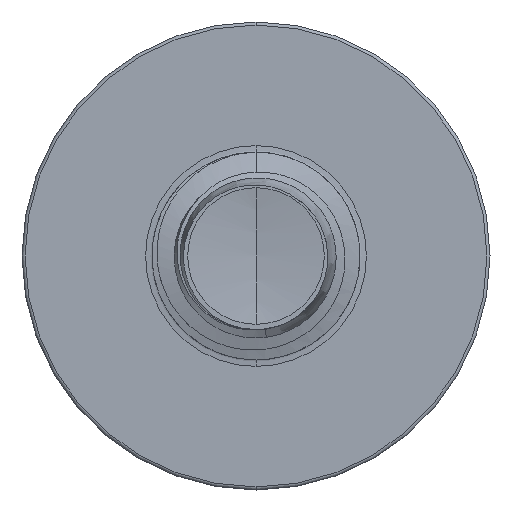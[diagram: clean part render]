
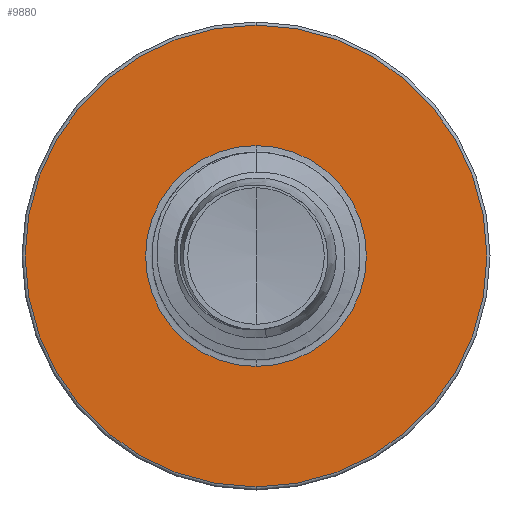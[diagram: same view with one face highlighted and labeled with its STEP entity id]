
A CAD part, front view. The second image highlights one B-rep face of the part: STEP entity #9880.
In plain terms, the highlighted planar face has unit normal (0, -1, 0).
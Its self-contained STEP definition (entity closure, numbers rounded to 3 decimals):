
#232 = CIRCLE ( 'NONE', #14827, 6.66 ) ;
#433 = AXIS2_PLACEMENT_3D ( 'NONE', #9134, #14678, #9365 ) ;
#684 = ORIENTED_EDGE ( 'NONE', *, *, #10810, .F. ) ;
#888 = CIRCLE ( 'NONE', #7041, 3.186 ) ;
#1168 = CARTESIAN_POINT ( 'NONE',  ( 0., 7.5, -3.186 ) ) ;
#1914 = CARTESIAN_POINT ( 'NONE',  ( 0., 7.5, -6.66 ) ) ;
#2216 = DIRECTION ( 'NONE',  ( 0., 0., 1. ) ) ;
#2224 = DIRECTION ( 'NONE',  ( 0., 1., 0. ) ) ;
#2304 = PLANE ( 'NONE',  #12124 ) ;
#2471 = CARTESIAN_POINT ( 'NONE',  ( 0., 7.5, -3.186 ) ) ;
#3445 = DIRECTION ( 'NONE',  ( 0., 0., 1. ) ) ;
#3479 = DIRECTION ( 'NONE',  ( 0., 1., 0. ) ) ;
#3508 = CARTESIAN_POINT ( 'NONE',  ( 0., 7.5, 0. ) ) ;
#3581 = EDGE_CURVE ( 'NONE', #5681, #3815, #888, .T. ) ;
#3815 = VERTEX_POINT ( 'NONE', #9417 ) ;
#4093 = CARTESIAN_POINT ( 'NONE',  ( 0., 7.5, 6.66 ) ) ;
#5322 = ORIENTED_EDGE ( 'NONE', *, *, #3581, .T. ) ;
#5681 = VERTEX_POINT ( 'NONE', #1168 ) ;
#6623 = VERTEX_POINT ( 'NONE', #4093 ) ;
#7016 = CIRCLE ( 'NONE', #15015, 6.66 ) ;
#7041 = AXIS2_PLACEMENT_3D ( 'NONE', #13251, #13242, #13164 ) ;
#8106 = EDGE_CURVE ( 'NONE', #6623, #10147, #232, .T. ) ;
#8734 = FACE_OUTER_BOUND ( 'NONE', #13783, .T. ) ;
#9134 = CARTESIAN_POINT ( 'NONE',  ( 0., 7.5, 0. ) ) ;
#9365 = DIRECTION ( 'NONE',  ( 0., 0., 1. ) ) ;
#9417 = CARTESIAN_POINT ( 'NONE',  ( 0., 7.5, 3.186 ) ) ;
#9880 = ADVANCED_FACE ( 'NONE', ( #8734, #11265 ), #2304, .F. ) ;
#9962 = DIRECTION ( 'NONE',  ( 0., 0., 1. ) ) ;
#9975 = DIRECTION ( 'NONE',  ( 0., 1., 0. ) ) ;
#9982 = CARTESIAN_POINT ( 'NONE',  ( 0., 7.5, 0. ) ) ;
#10147 = VERTEX_POINT ( 'NONE', #1914 ) ;
#10280 = EDGE_LOOP ( 'NONE', ( #12158, #5322 ) ) ;
#10810 = EDGE_CURVE ( 'NONE', #10147, #6623, #7016, .T. ) ;
#11265 = FACE_BOUND ( 'NONE', #10280, .T. ) ;
#11332 = EDGE_CURVE ( 'NONE', #3815, #5681, #13146, .T. ) ;
#12124 = AXIS2_PLACEMENT_3D ( 'NONE', #2471, #2224, #2216 ) ;
#12158 = ORIENTED_EDGE ( 'NONE', *, *, #11332, .T. ) ;
#12702 = ORIENTED_EDGE ( 'NONE', *, *, #8106, .F. ) ;
#13146 = CIRCLE ( 'NONE', #433, 3.186 ) ;
#13164 = DIRECTION ( 'NONE',  ( 0., 0., 1. ) ) ;
#13242 = DIRECTION ( 'NONE',  ( 0., 1., 0. ) ) ;
#13251 = CARTESIAN_POINT ( 'NONE',  ( 0., 7.5, 0. ) ) ;
#13783 = EDGE_LOOP ( 'NONE', ( #12702, #684 ) ) ;
#14678 = DIRECTION ( 'NONE',  ( 0., 1., 0. ) ) ;
#14827 = AXIS2_PLACEMENT_3D ( 'NONE', #9982, #9975, #9962 ) ;
#15015 = AXIS2_PLACEMENT_3D ( 'NONE', #3508, #3479, #3445 ) ;
